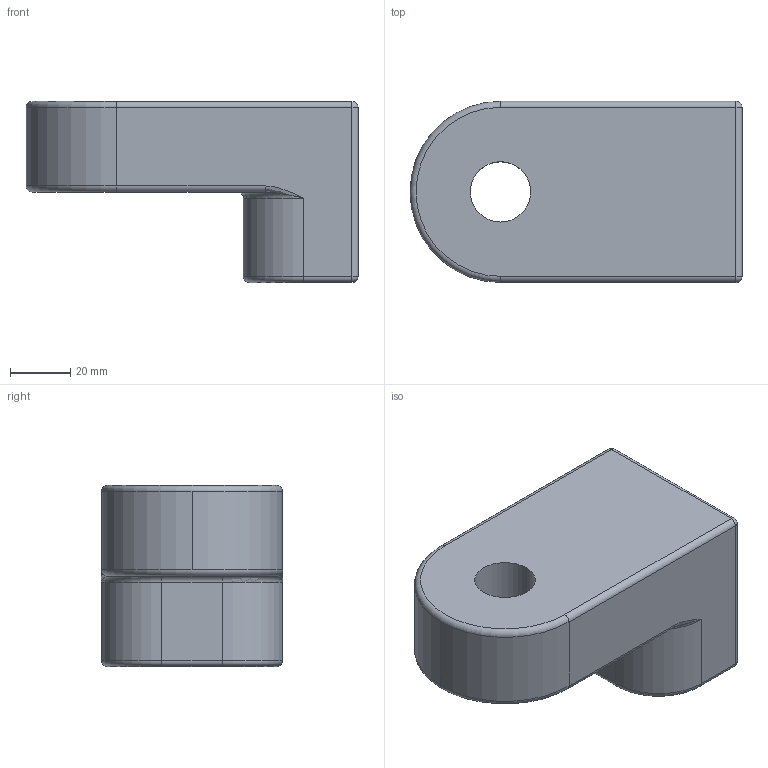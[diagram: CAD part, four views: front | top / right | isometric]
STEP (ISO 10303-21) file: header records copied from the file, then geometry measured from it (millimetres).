
FILE_DESCRIPTION (( 'STEP AP203' ), '1' );
FILE_NAME ('Link_End_Default_sldprt.STEP', '2023-11-28T09:58:12', ( '' ), ( '' ), 'SwSTEP 2.0', 'SolidWorks 2018', '' );
FILE_SCHEMA (( 'CONFIG_CONTROL_DESIGN' ));
Length unit declared in the file: millimetre
Products named in the file (1): Link_End_Default_sldprt
Bounding box: 110 x 60 x 60 mm (x, y, z)
Volume: 230188 mm3; surface area: 29595.8 mm2
Topology: 1 solids, 1 shells, 40 faces, 91 edges, 48 vertices
Faces by surface type: cylinder 20, plane 8, torus 6, sphere 4, bspline 2
Entity records: 1260 total; most frequent: CARTESIAN_POINT 302, DIRECTION 205, ORIENTED_EDGE 170, EDGE_CURVE 85, AXIS2_PLACEMENT_3D 85, VERTEX_POINT 48, CIRCLE 46, EDGE_LOOP 43
